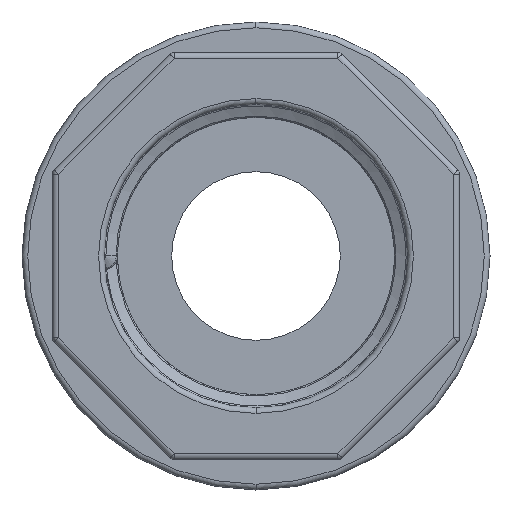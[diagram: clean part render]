
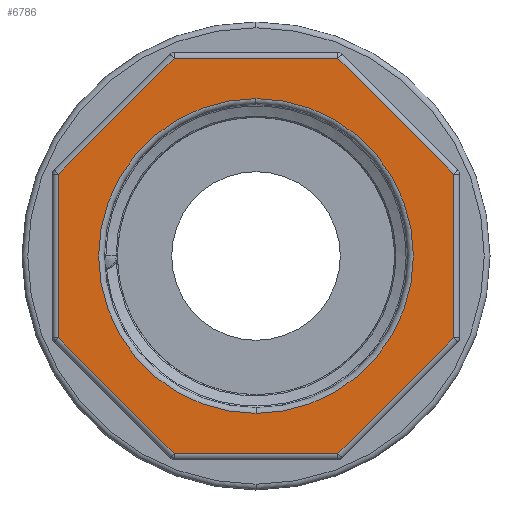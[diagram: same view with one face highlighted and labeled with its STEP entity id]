
A CAD part, left-side view. The second image highlights one B-rep face of the part: STEP entity #6786.
In plain terms, the highlighted planar face has unit normal (-1, 0, 0).
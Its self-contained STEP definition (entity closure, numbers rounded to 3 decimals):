
#126 = VERTEX_POINT ( 'NONE', #5285 ) ;
#284 = EDGE_CURVE ( 'NONE', #503, #126, #6607, .T. ) ;
#297 = EDGE_CURVE ( 'NONE', #502, #503, #6645, .T. ) ;
#298 = EDGE_CURVE ( 'NONE', #501, #502, #6648, .T. ) ;
#299 = EDGE_CURVE ( 'NONE', #500, #501, #6651, .T. ) ;
#300 = EDGE_CURVE ( 'NONE', #499, #500, #6654, .T. ) ;
#301 = EDGE_CURVE ( 'NONE', #498, #499, #5495, .T. ) ;
#302 = EDGE_CURVE ( 'NONE', #493, #498, #8638, .T. ) ;
#303 = EDGE_CURVE ( 'NONE', #126, #493, #8645, .T. ) ;
#304 = EDGE_CURVE ( 'NONE', #7611, #7601, #7492, .T. ) ;
#493 = VERTEX_POINT ( 'NONE', #9014 ) ;
#498 = VERTEX_POINT ( 'NONE', #9020 ) ;
#499 = VERTEX_POINT ( 'NONE', #9022 ) ;
#500 = VERTEX_POINT ( 'NONE', #9024 ) ;
#501 = VERTEX_POINT ( 'NONE', #9026 ) ;
#502 = VERTEX_POINT ( 'NONE', #9028 ) ;
#503 = VERTEX_POINT ( 'NONE', #9030 ) ;
#4426 = CARTESIAN_POINT ( 'NONE',  ( 0., 0., 0. ) ) ;
#4427 = DIRECTION ( 'NONE',  ( 1., 0., 0. ) ) ;
#4428 = DIRECTION ( 'NONE',  ( 0., 0., -1. ) ) ;
#5285 = CARTESIAN_POINT ( 'NONE',  ( 0., 7.145, -17.25 ) ) ;
#5495 = LINE ( 'NONE', #8634, #7489 ) ;
#6607 = LINE ( 'NONE', #6609, #7470 ) ;
#6609 = CARTESIAN_POINT ( 'NONE',  ( 0., 6.999, -17.396 ) ) ;
#6610 = DIRECTION ( 'NONE',  ( 0., -0.707, -0.707 ) ) ;
#6645 = LINE ( 'NONE', #6646, #7485 ) ;
#6646 = CARTESIAN_POINT ( 'NONE',  ( 0., 17.25, -7.352 ) ) ;
#6647 = DIRECTION ( 'NONE',  ( 0., 0., -1. ) ) ;
#6648 = LINE ( 'NONE', #6649, #7486 ) ;
#6649 = CARTESIAN_POINT ( 'NONE',  ( 0., 17.396, 6.999 ) ) ;
#6650 = DIRECTION ( 'NONE',  ( 0., 0.707, -0.707 ) ) ;
#6651 = LINE ( 'NONE', #6652, #7487 ) ;
#6652 = CARTESIAN_POINT ( 'NONE',  ( 0., 7.352, 17.25 ) ) ;
#6653 = DIRECTION ( 'NONE',  ( 0., 1., 0. ) ) ;
#6654 = LINE ( 'NONE', #6655, #7488 ) ;
#6655 = CARTESIAN_POINT ( 'NONE',  ( 0., -6.999, 17.396 ) ) ;
#6656 = DIRECTION ( 'NONE',  ( 0., 0.707, 0.707 ) ) ;
#6786 = ADVANCED_FACE ( 'NONE', ( #7699, #7694 ), #7700, .F. ) ;
#6960 = EDGE_CURVE ( 'NONE', #7601, #7611, #11120, .T. ) ;
#7470 = VECTOR ( 'NONE', #6610, 1000. ) ;
#7485 = VECTOR ( 'NONE', #6647, 1000. ) ;
#7486 = VECTOR ( 'NONE', #6650, 1000. ) ;
#7487 = VECTOR ( 'NONE', #6653, 1000. ) ;
#7488 = VECTOR ( 'NONE', #6656, 1000. ) ;
#7489 = VECTOR ( 'NONE', #8636, 1000. ) ;
#7490 = VECTOR ( 'NONE', #8643, 1000. ) ;
#7491 = VECTOR ( 'NONE', #8650, 1000. ) ;
#7492 = CIRCLE ( 'NONE', #7494, 13.72 ) ;
#7494 = AXIS2_PLACEMENT_3D ( 'NONE', #8659, #8661, #8663 ) ;
#7601 = VERTEX_POINT ( 'NONE', #13423 ) ;
#7611 = VERTEX_POINT ( 'NONE', #13433 ) ;
#7694 = FACE_OUTER_BOUND ( 'NONE', #9537, .T. ) ;
#7699 = FACE_BOUND ( 'NONE', #9538, .T. ) ;
#7700 = PLANE ( 'NONE',  #10989 ) ;
#7702 = CARTESIAN_POINT ( 'NONE',  ( 0., 17.75, 0. ) ) ;
#7703 = DIRECTION ( 'NONE',  ( 1., 0., 0. ) ) ;
#7704 = DIRECTION ( 'NONE',  ( 0., 0., -1. ) ) ;
#8480 = ORIENTED_EDGE ( 'NONE', *, *, #6960, .T. ) ;
#8481 = ORIENTED_EDGE ( 'NONE', *, *, #304, .T. ) ;
#8482 = ORIENTED_EDGE ( 'NONE', *, *, #303, .T. ) ;
#8483 = ORIENTED_EDGE ( 'NONE', *, *, #302, .T. ) ;
#8484 = ORIENTED_EDGE ( 'NONE', *, *, #301, .T. ) ;
#8485 = ORIENTED_EDGE ( 'NONE', *, *, #300, .T. ) ;
#8486 = ORIENTED_EDGE ( 'NONE', *, *, #299, .T. ) ;
#8487 = ORIENTED_EDGE ( 'NONE', *, *, #298, .T. ) ;
#8488 = ORIENTED_EDGE ( 'NONE', *, *, #297, .T. ) ;
#8489 = ORIENTED_EDGE ( 'NONE', *, *, #284, .T. ) ;
#8634 = CARTESIAN_POINT ( 'NONE',  ( 0., -17.25, 7.352 ) ) ;
#8636 = DIRECTION ( 'NONE',  ( 0., 0., 1. ) ) ;
#8638 = LINE ( 'NONE', #8641, #7490 ) ;
#8641 = CARTESIAN_POINT ( 'NONE',  ( 0., -17.396, -6.999 ) ) ;
#8643 = DIRECTION ( 'NONE',  ( 0., -0.707, 0.707 ) ) ;
#8645 = LINE ( 'NONE', #8648, #7491 ) ;
#8648 = CARTESIAN_POINT ( 'NONE',  ( 0., -7.352, -17.25 ) ) ;
#8650 = DIRECTION ( 'NONE',  ( 0., -1., 0. ) ) ;
#8659 = CARTESIAN_POINT ( 'NONE',  ( 0., 0., 0. ) ) ;
#8661 = DIRECTION ( 'NONE',  ( 1., 0., 0. ) ) ;
#8663 = DIRECTION ( 'NONE',  ( 0., 0., -1. ) ) ;
#9014 = CARTESIAN_POINT ( 'NONE',  ( 0., -7.145, -17.25 ) ) ;
#9020 = CARTESIAN_POINT ( 'NONE',  ( 0., -17.25, -7.145 ) ) ;
#9022 = CARTESIAN_POINT ( 'NONE',  ( 0., -17.25, 7.145 ) ) ;
#9024 = CARTESIAN_POINT ( 'NONE',  ( 0., -7.145, 17.25 ) ) ;
#9026 = CARTESIAN_POINT ( 'NONE',  ( 0., 7.145, 17.25 ) ) ;
#9028 = CARTESIAN_POINT ( 'NONE',  ( 0., 17.25, 7.145 ) ) ;
#9030 = CARTESIAN_POINT ( 'NONE',  ( 0., 17.25, -7.145 ) ) ;
#9537 = EDGE_LOOP ( 'NONE', ( #8482, #8483, #8484, #8485, #8486, #8487, #8488, #8489 ) ) ;
#9538 = EDGE_LOOP ( 'NONE', ( #8480, #8481 ) ) ;
#10989 = AXIS2_PLACEMENT_3D ( 'NONE', #7702, #7703, #7704 ) ;
#11120 = CIRCLE ( 'NONE', #11128, 13.72 ) ;
#11128 = AXIS2_PLACEMENT_3D ( 'NONE', #4426, #4427, #4428 ) ;
#13423 = CARTESIAN_POINT ( 'NONE',  ( 0., 0., -13.72 ) ) ;
#13433 = CARTESIAN_POINT ( 'NONE',  ( 0., 0., 13.72 ) ) ;
